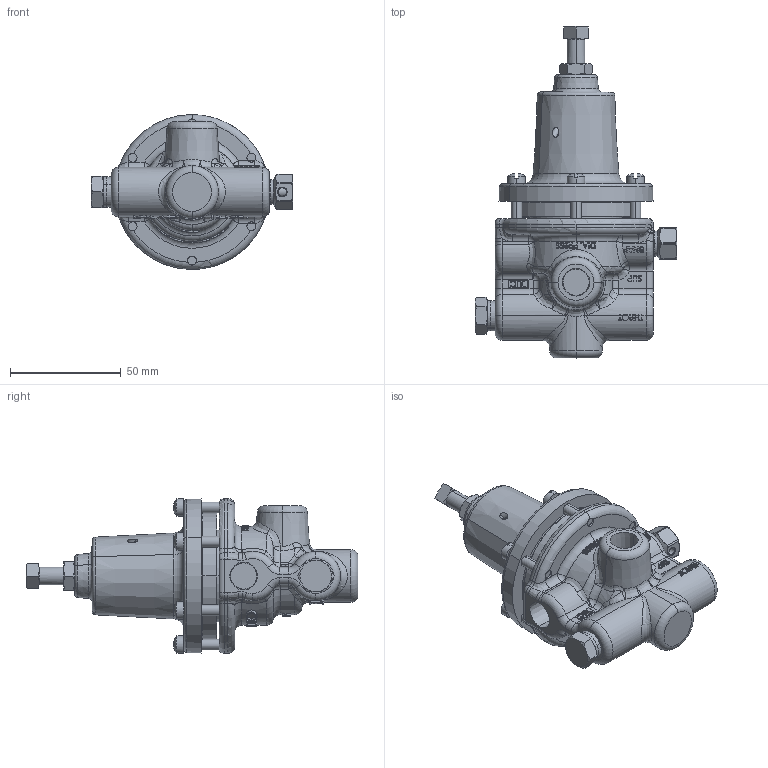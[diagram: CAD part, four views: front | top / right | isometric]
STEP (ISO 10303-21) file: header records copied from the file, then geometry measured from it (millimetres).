
FILE_DESCRIPTION (( 'STEP AP214' ), '1' );
FILE_NAME ('PPT0D0S-YAA.STEP', '2021-11-01T15:09:49', ( '' ), ( '' ), 'SwSTEP 2.0', 'SolidWorks 2019', '' );
FILE_SCHEMA (( 'AUTOMOTIVE_DESIGN' ));
Length unit declared in the file: inch
Products named in the file (1): PPT0D0S-YAA
Bounding box: 91.05 x 149.79 x 69.85 mm (x, y, z)
Volume: 214208.1 mm3; surface area: 36447.6 mm2
Topology: 1 solids, 1 shells, 1153 faces, 3005 edges, 1889 vertices
Faces by surface type: plane 424, bspline 316, cylinder 209, sphere 73, cone 68, torus 63
Entity records: 54053 total; most frequent: CARTESIAN_POINT 24107, ORIENTED_EDGE 5970, DIRECTION 4658, EDGE_CURVE 2985, VERTEX_POINT 1889, AXIS2_PLACEMENT_3D 1771, EDGE_LOOP 1220, FACE_OUTER_BOUND 1153
